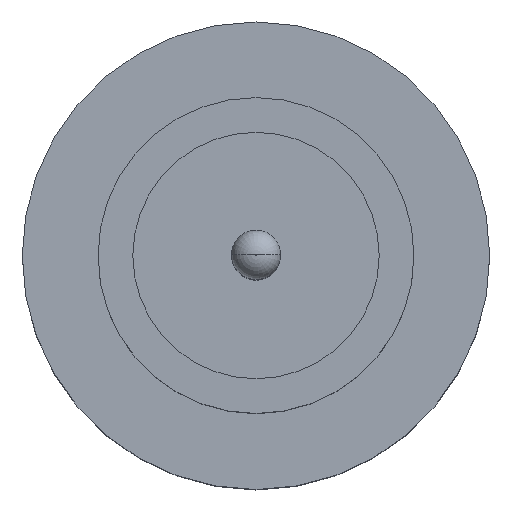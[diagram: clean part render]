
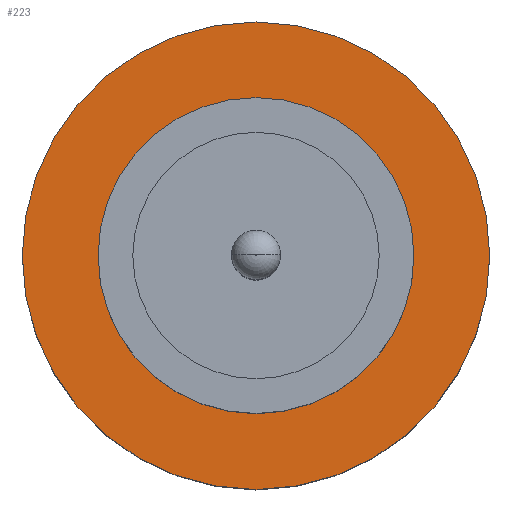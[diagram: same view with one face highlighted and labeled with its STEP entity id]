
A CAD part, top view. The second image highlights one B-rep face of the part: STEP entity #223.
In plain terms, the highlighted planar face has unit normal (0, 0, 1).
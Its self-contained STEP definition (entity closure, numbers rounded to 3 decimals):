
#26 = CIRCLE ( 'NONE', #825, 1.25 ) ;
#36 = DIRECTION ( 'NONE',  ( 1., 0., 0. ) ) ;
#58 = DIRECTION ( 'NONE',  ( 1., 0., 0. ) ) ;
#80 = AXIS2_PLACEMENT_3D ( 'NONE', #342, #482, #58 ) ;
#103 = CARTESIAN_POINT ( 'NONE',  ( 0., 0., 1.55 ) ) ;
#133 = VERTEX_POINT ( 'NONE', #741 ) ;
#149 = CARTESIAN_POINT ( 'NONE',  ( -1.85, 0., 1.55 ) ) ;
#161 = EDGE_CURVE ( 'NONE', #298, #133, #816, .T. ) ;
#169 = ORIENTED_EDGE ( 'NONE', *, *, #783, .F. ) ;
#188 = ORIENTED_EDGE ( 'NONE', *, *, #355, .T. ) ;
#209 = EDGE_LOOP ( 'NONE', ( #169, #391 ) ) ;
#223 = ADVANCED_FACE ( 'NONE', ( #265, #494 ), #627, .T. ) ;
#236 = DIRECTION ( 'NONE',  ( 0., 0., 1. ) ) ;
#265 = FACE_BOUND ( 'NONE', #209, .T. ) ;
#298 = VERTEX_POINT ( 'NONE', #149 ) ;
#323 = DIRECTION ( 'NONE',  ( 0., 0., 1. ) ) ;
#326 = CIRCLE ( 'NONE', #845, 1.25 ) ;
#342 = CARTESIAN_POINT ( 'NONE',  ( 0., 0., 1.55 ) ) ;
#349 = EDGE_LOOP ( 'NONE', ( #587, #188 ) ) ;
#355 = EDGE_CURVE ( 'NONE', #133, #298, #747, .T. ) ;
#375 = EDGE_CURVE ( 'NONE', #496, #844, #26, .T. ) ;
#391 = ORIENTED_EDGE ( 'NONE', *, *, #375, .F. ) ;
#420 = DIRECTION ( 'NONE',  ( 0., 0., 1. ) ) ;
#454 = AXIS2_PLACEMENT_3D ( 'NONE', #606, #819, #737 ) ;
#482 = DIRECTION ( 'NONE',  ( 0., 0., 1. ) ) ;
#488 = CARTESIAN_POINT ( 'NONE',  ( 0., 0., 1.55 ) ) ;
#490 = DIRECTION ( 'NONE',  ( 1., 0., 0. ) ) ;
#494 = FACE_OUTER_BOUND ( 'NONE', #349, .T. ) ;
#496 = VERTEX_POINT ( 'NONE', #745 ) ;
#587 = ORIENTED_EDGE ( 'NONE', *, *, #161, .T. ) ;
#606 = CARTESIAN_POINT ( 'NONE',  ( 0., 0., 1.55 ) ) ;
#627 = PLANE ( 'NONE',  #80 ) ;
#723 = DIRECTION ( 'NONE',  ( 1., 0., 0. ) ) ;
#737 = DIRECTION ( 'NONE',  ( 1., 0., 0. ) ) ;
#741 = CARTESIAN_POINT ( 'NONE',  ( 1.85, 0., 1.55 ) ) ;
#745 = CARTESIAN_POINT ( 'NONE',  ( -1.25, 0., 1.55 ) ) ;
#747 = CIRCLE ( 'NONE', #778, 1.85 ) ;
#753 = CARTESIAN_POINT ( 'NONE',  ( 0., 0., 1.55 ) ) ;
#778 = AXIS2_PLACEMENT_3D ( 'NONE', #103, #236, #723 ) ;
#780 = CARTESIAN_POINT ( 'NONE',  ( 1.25, 0., 1.55 ) ) ;
#783 = EDGE_CURVE ( 'NONE', #844, #496, #326, .T. ) ;
#816 = CIRCLE ( 'NONE', #454, 1.85 ) ;
#819 = DIRECTION ( 'NONE',  ( 0., 0., 1. ) ) ;
#825 = AXIS2_PLACEMENT_3D ( 'NONE', #753, #323, #36 ) ;
#844 = VERTEX_POINT ( 'NONE', #780 ) ;
#845 = AXIS2_PLACEMENT_3D ( 'NONE', #488, #420, #490 ) ;
